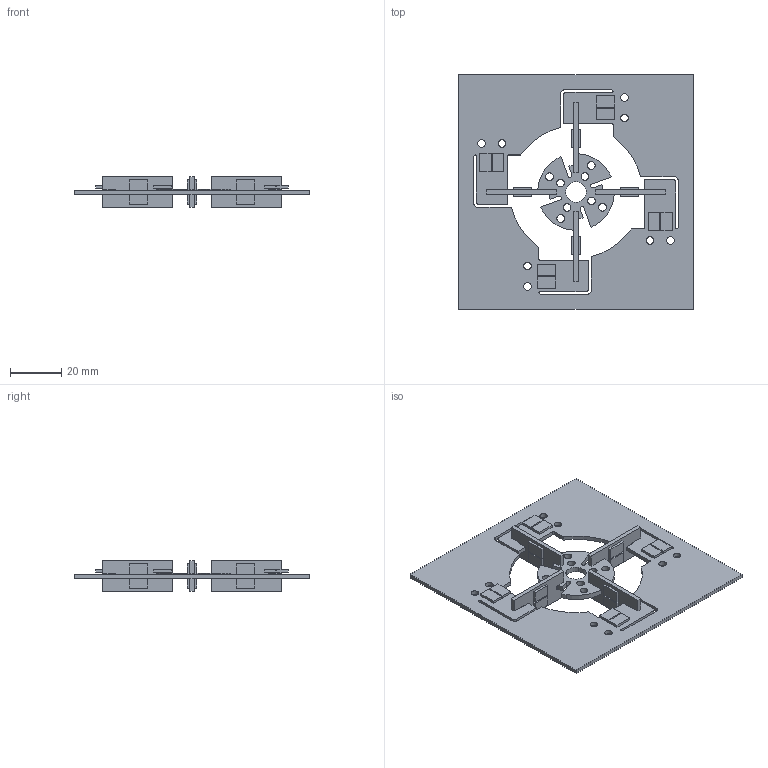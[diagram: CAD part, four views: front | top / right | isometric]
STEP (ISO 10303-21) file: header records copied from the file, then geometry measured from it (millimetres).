
FILE_DESCRIPTION(/* description */ (''),/* implementation_level */ '2;1');
FILE_NAME(/* name */ 'FT_Sens_6DOF.stp',/* time_stamp */ '2023-01-28T20:05:10+04:00',/* author */ (''),/* organization */ (''),/* preprocessor_version */ 'ST-DEVELOPER v15.2',/* originating_system */ 'Autodesk Translator Framework v2.0.0.5431',/* authorisation */ '');
FILE_SCHEMA (('AUTOMOTIVE_DESIGN { 1 0 10303 214 3 1 1 }'));
Length unit declared in the file: centimetre
Products named in the file (1): FT_Sens_6DOF_1_assy
Bounding box: 92 x 92 x 12 mm (x, y, z)
Volume: 13296.5 mm3; surface area: 20071 mm2
Topology: 30 solids, 30 shells, 332 faces, 816 edges, 544 vertices
Faces by surface type: plane 272, cylinder 60
Full cylindrical faces by diameter (mm): 3 x16
Entity records: 9710 total; most frequent: CARTESIAN_POINT 1677, ORIENTED_EDGE 1600, DIRECTION 1586, EDGE_CURVE 800, LINE 680, VECTOR 680, VERTEX_POINT 544, AXIS2_PLACEMENT_3D 453
